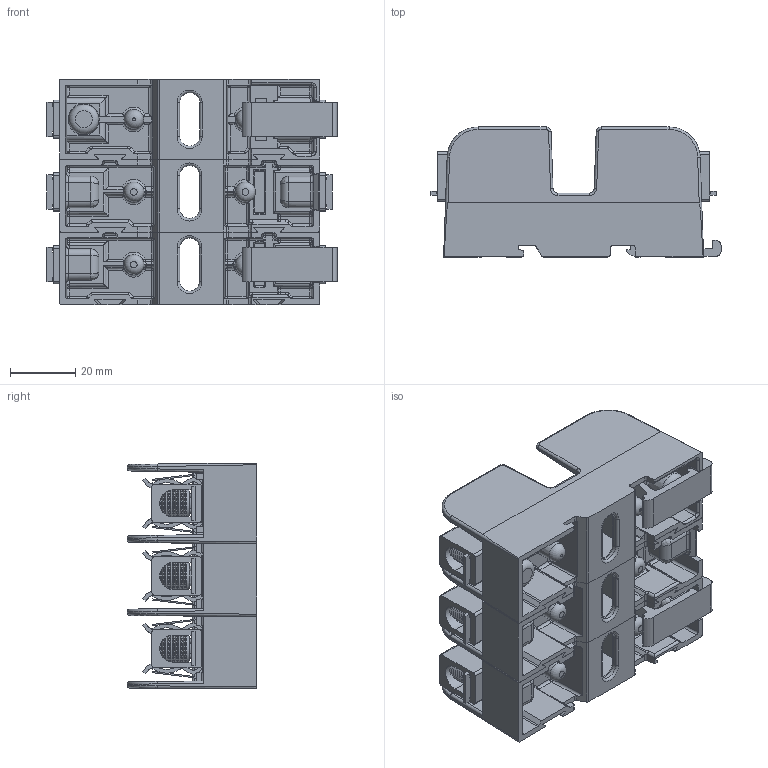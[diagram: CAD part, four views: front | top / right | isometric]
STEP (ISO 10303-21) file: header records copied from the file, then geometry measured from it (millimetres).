
FILE_DESCRIPTION (( 'STEP AP214' ), '1' );
FILE_NAME ('700234revA_3P.STEP', '2019-02-20T13:56:25', ( '' ), ( '' ), 'SwSTEP 2.0', 'SolidWorks 2017', '' );
FILE_SCHEMA (( 'AUTOMOTIVE_DESIGN' ));
Length unit declared in the file: inch
Products named in the file (2): 700234revA_3P
Bounding box: 88.78 x 39.67 x 69.04 mm (x, y, z)
Volume: 64755.3 mm3; surface area: 81111.5 mm2
Topology: 37 solids, 37 shells, 2833 faces, 7403 edges, 4552 vertices
Faces by surface type: plane 1231, cylinder 915, bspline 313, cone 222, torus 84, sphere 68
Full cylindrical faces by diameter (mm): 3.81 x6, 5.969 x6, 6.121 x4, 8.382 x6
Entity records: 131215 total; most frequent: CARTESIAN_POINT 29627, ORIENTED_EDGE 14008, DIRECTION 12661, EDGE_CURVE 7004, VERTEX_POINT 4489, AXIS2_PLACEMENT_3D 4399, LINE 3863, VECTOR 3863
